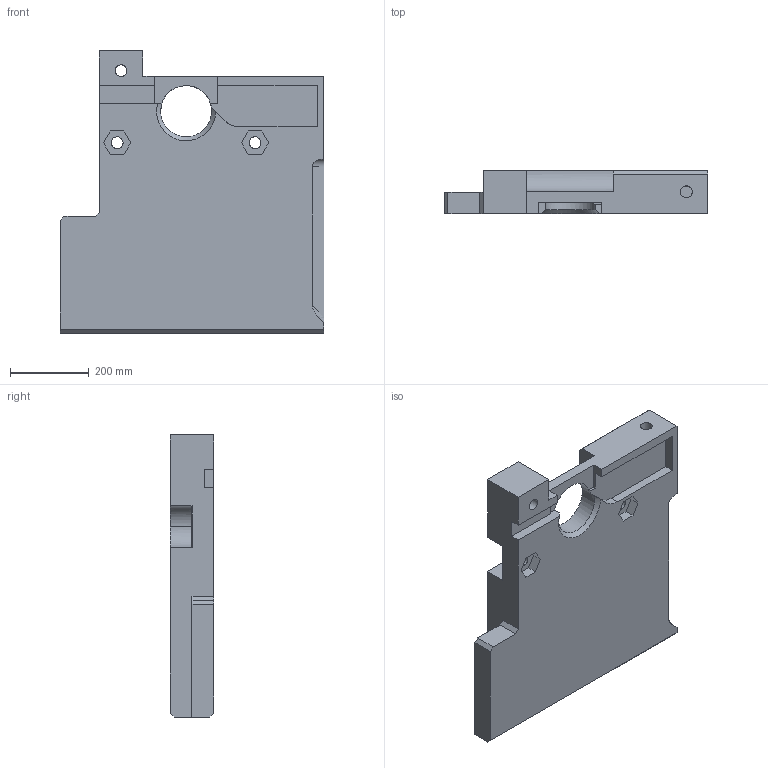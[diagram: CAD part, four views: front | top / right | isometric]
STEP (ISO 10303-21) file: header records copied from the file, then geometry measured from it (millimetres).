
FILE_DESCRIPTION(/* description */ (''),/* implementation_level */ '2;1');
FILE_NAME(/* name */ 'E-TKT_025-structure_B_wall',/* time_stamp */ '2023-04-19T19:28:25-03:00',/* author */ (''),/* organization */ (''),/* preprocessor_version */ 'ST-DEVELOPER v16.5',/* originating_system */ '',/* authorisation */ '');
FILE_SCHEMA (('TECHNICAL_DATA_PACKAGING'));
Length unit declared in the file: centimetre
Products named in the file (1): Document
Bounding box: 670 x 110 x 716 mm (x, y, z)
Volume: 31835240.3 mm3; surface area: 1243110.6 mm2
Topology: 1 solids, 1 shells, 82 faces, 226 edges, 150 vertices
Faces by surface type: plane 59, bspline 23
Entity records: 2806 total; most frequent: CARTESIAN_POINT 1328, ORIENTED_EDGE 452, EDGE_CURVE 226, B_SPLINE_CURVE_WITH_KNOTS 167, VERTEX_POINT 150, EDGE_LOOP 94, ADVANCED_FACE 82, FACE_OUTER_BOUND 82
